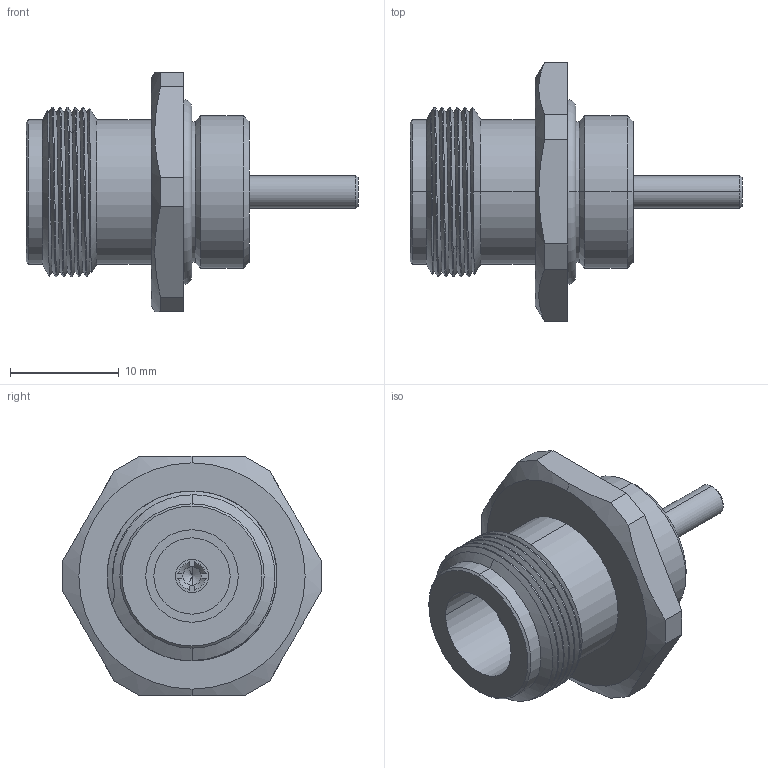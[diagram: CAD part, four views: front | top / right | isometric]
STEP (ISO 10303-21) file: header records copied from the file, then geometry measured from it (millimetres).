
FILE_DESCRIPTION((''),'2;1');
FILE_NAME('PRT0001','2021-08-12T',('1111'),(''),'PRO/ENGINEER BY PARAMETRIC TECHNOLOGY CORPORATION, 2012090','PRO/ENGINEER BY PARAMETRIC TECHNOLOGY CORPORATION, 2012090','');
FILE_SCHEMA(('CONFIG_CONTROL_DESIGN'));
Length unit declared in the file: millimetre
Products named in the file (1): PRT0001
Bounding box: 30.5 x 23.85 x 22 mm (x, y, z)
Volume: 3364.9 mm3; surface area: 2584.4 mm2
Topology: 1 solids, 1 shells, 90 faces, 229 edges, 146 vertices
Faces by surface type: plane 36, cylinder 28, cone 20, bspline 4, torus 2
Entity records: 4273 total; most frequent: CARTESIAN_POINT 2123, ORIENTED_EDGE 454, DIRECTION 417, EDGE_CURVE 227, AXIS2_PLACEMENT_3D 158, VERTEX_POINT 146, VECTOR 101, LINE 101
